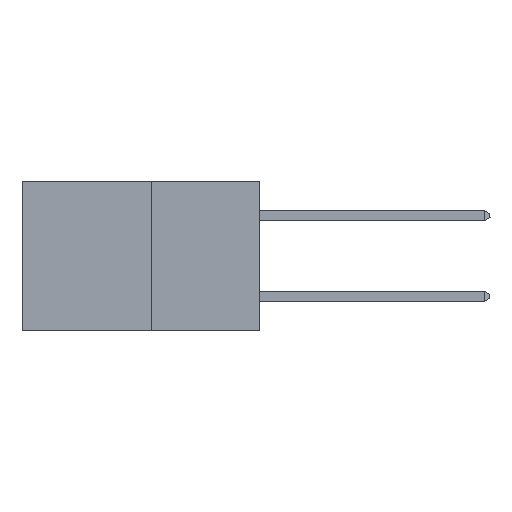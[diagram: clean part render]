
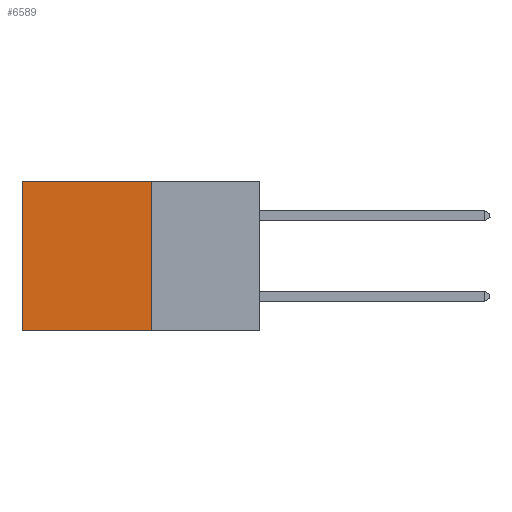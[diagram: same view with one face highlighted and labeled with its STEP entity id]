
A CAD part, left-side view. The second image highlights one B-rep face of the part: STEP entity #6589.
In plain terms, the highlighted planar face has unit normal (-1, 0, 0).
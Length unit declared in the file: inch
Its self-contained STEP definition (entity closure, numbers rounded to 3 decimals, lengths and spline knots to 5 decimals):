
#326 = EDGE_LOOP ( 'NONE', ( #24950, #21776, #28766, #29045 ) ) ;
#1773 = CARTESIAN_POINT ( 'NONE',  ( 0.277, 0.27, 0. ) ) ;
#3012 = DIRECTION ( 'NONE',  ( 1., 0., 0. ) ) ;
#3099 = CARTESIAN_POINT ( 'NONE',  ( 0.277, 0.59, -0.37 ) ) ;
#3683 = FACE_OUTER_BOUND ( 'NONE', #326, .T. ) ;
#4297 = DIRECTION ( 'NONE',  ( 0., 1., 0. ) ) ;
#5757 = VERTEX_POINT ( 'NONE', #21872 ) ;
#5995 = CARTESIAN_POINT ( 'NONE',  ( 0.277, 0.27, -0.37 ) ) ;
#6589 = ADVANCED_FACE ( 'NONE', ( #3683 ), #29862, .F. ) ;
#7881 = CARTESIAN_POINT ( 'NONE',  ( 0.277, 0.27, -0.37 ) ) ;
#7965 = DIRECTION ( 'NONE',  ( 0., 0., -1. ) ) ;
#8415 = VECTOR ( 'NONE', #7965, 39.37008 ) ;
#8516 = VERTEX_POINT ( 'NONE', #14697 ) ;
#9045 = VERTEX_POINT ( 'NONE', #23951 ) ;
#11338 = LINE ( 'NONE', #5995, #22025 ) ;
#13312 = EDGE_CURVE ( 'NONE', #9045, #5757, #11338, .T. ) ;
#13361 = LINE ( 'NONE', #3099, #8415 ) ;
#14624 = DIRECTION ( 'NONE',  ( 0., 1., 0. ) ) ;
#14697 = CARTESIAN_POINT ( 'NONE',  ( 0.277, 0.59, 0. ) ) ;
#14889 = VECTOR ( 'NONE', #14624, 39.37008 ) ;
#16315 = VECTOR ( 'NONE', #4297, 39.37008 ) ;
#17106 = CARTESIAN_POINT ( 'NONE',  ( 0.277, 0.27, -0.37 ) ) ;
#17895 = EDGE_CURVE ( 'NONE', #8516, #19262, #13361, .T. ) ;
#18283 = AXIS2_PLACEMENT_3D ( 'NONE', #7881, #3012, #20169 ) ;
#18995 = EDGE_CURVE ( 'NONE', #5757, #19262, #21364, .T. ) ;
#19262 = VERTEX_POINT ( 'NONE', #24152 ) ;
#20169 = DIRECTION ( 'NONE',  ( 0., 0., -1. ) ) ;
#20725 = DIRECTION ( 'NONE',  ( 0., 0., -1. ) ) ;
#21364 = LINE ( 'NONE', #17106, #14889 ) ;
#21776 = ORIENTED_EDGE ( 'NONE', *, *, #18995, .F. ) ;
#21872 = CARTESIAN_POINT ( 'NONE',  ( 0.277, 0.27, -0.37 ) ) ;
#22025 = VECTOR ( 'NONE', #20725, 39.37008 ) ;
#23951 = CARTESIAN_POINT ( 'NONE',  ( 0.277, 0.27, 0. ) ) ;
#24152 = CARTESIAN_POINT ( 'NONE',  ( 0.277, 0.59, -0.37 ) ) ;
#24950 = ORIENTED_EDGE ( 'NONE', *, *, #17895, .T. ) ;
#28766 = ORIENTED_EDGE ( 'NONE', *, *, #13312, .F. ) ;
#29045 = ORIENTED_EDGE ( 'NONE', *, *, #30940, .T. ) ;
#29307 = LINE ( 'NONE', #1773, #16315 ) ;
#29862 = PLANE ( 'NONE',  #18283 ) ;
#30940 = EDGE_CURVE ( 'NONE', #9045, #8516, #29307, .T. ) ;
